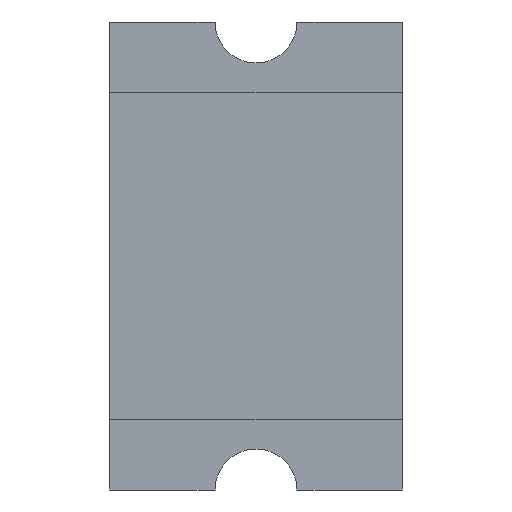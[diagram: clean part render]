
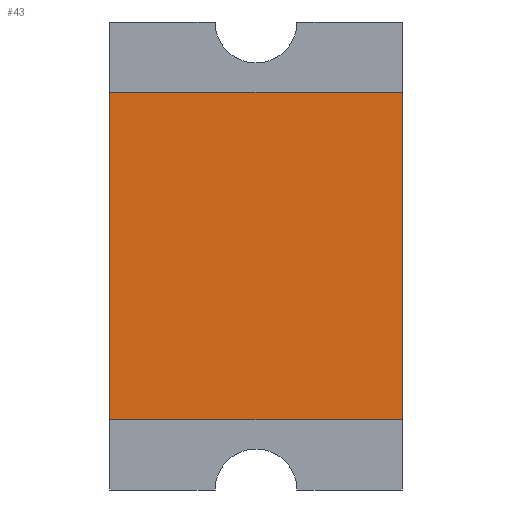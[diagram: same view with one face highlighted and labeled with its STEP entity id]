
A CAD part, front view. The second image highlights one B-rep face of the part: STEP entity #43.
In plain terms, the highlighted planar face has unit normal (0, -1, 0).
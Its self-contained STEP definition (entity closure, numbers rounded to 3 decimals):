
#27 = VERTEX_POINT ( 'NONE', #210 ) ;
#43 = ADVANCED_FACE ( 'NONE', ( #1476 ), #912, .F. ) ;
#46 = CARTESIAN_POINT ( 'NONE',  ( -0.625, 0., -0.7 ) ) ;
#210 = CARTESIAN_POINT ( 'NONE',  ( 0.625, 0., 0.7 ) ) ;
#236 = ORIENTED_EDGE ( 'NONE', *, *, #452, .T. ) ;
#253 = DIRECTION ( 'NONE',  ( 1., 0., 0. ) ) ;
#338 = CARTESIAN_POINT ( 'NONE',  ( 0., 0., 0. ) ) ;
#352 = CARTESIAN_POINT ( 'NONE',  ( -0.625, 0., 0.7 ) ) ;
#410 = VERTEX_POINT ( 'NONE', #848 ) ;
#452 = EDGE_CURVE ( 'NONE', #410, #27, #1275, .T. ) ;
#478 = EDGE_CURVE ( 'NONE', #831, #1187, #577, .T. ) ;
#547 = LINE ( 'NONE', #1054, #1101 ) ;
#576 = VECTOR ( 'NONE', #1074, 1000. ) ;
#577 = LINE ( 'NONE', #1426, #1235 ) ;
#613 = CARTESIAN_POINT ( 'NONE',  ( 0., 0., 0.7 ) ) ;
#626 = DIRECTION ( 'NONE',  ( 0., 0., 1. ) ) ;
#655 = VECTOR ( 'NONE', #626, 1000. ) ;
#696 = EDGE_LOOP ( 'NONE', ( #1138, #758, #236, #1457 ) ) ;
#703 = AXIS2_PLACEMENT_3D ( 'NONE', #338, #1238, #1128 ) ;
#713 = EDGE_CURVE ( 'NONE', #831, #410, #547, .T. ) ;
#758 = ORIENTED_EDGE ( 'NONE', *, *, #713, .T. ) ;
#831 = VERTEX_POINT ( 'NONE', #46 ) ;
#848 = CARTESIAN_POINT ( 'NONE',  ( 0.625, 0., -0.7 ) ) ;
#876 = EDGE_CURVE ( 'NONE', #1187, #27, #1152, .T. ) ;
#912 = PLANE ( 'NONE',  #703 ) ;
#1054 = CARTESIAN_POINT ( 'NONE',  ( 0., 0., -0.7 ) ) ;
#1074 = DIRECTION ( 'NONE',  ( 1., 0., 0. ) ) ;
#1101 = VECTOR ( 'NONE', #253, 1000. ) ;
#1128 = DIRECTION ( 'NONE',  ( 0., 0., 1. ) ) ;
#1138 = ORIENTED_EDGE ( 'NONE', *, *, #478, .F. ) ;
#1152 = LINE ( 'NONE', #613, #576 ) ;
#1187 = VERTEX_POINT ( 'NONE', #352 ) ;
#1195 = DIRECTION ( 'NONE',  ( 0., 0., 1. ) ) ;
#1235 = VECTOR ( 'NONE', #1195, 1000. ) ;
#1238 = DIRECTION ( 'NONE',  ( 0., 1., 0. ) ) ;
#1275 = LINE ( 'NONE', #1324, #655 ) ;
#1324 = CARTESIAN_POINT ( 'NONE',  ( 0.625, 0., 0. ) ) ;
#1426 = CARTESIAN_POINT ( 'NONE',  ( -0.625, 0., 0. ) ) ;
#1457 = ORIENTED_EDGE ( 'NONE', *, *, #876, .F. ) ;
#1476 = FACE_OUTER_BOUND ( 'NONE', #696, .T. ) ;
